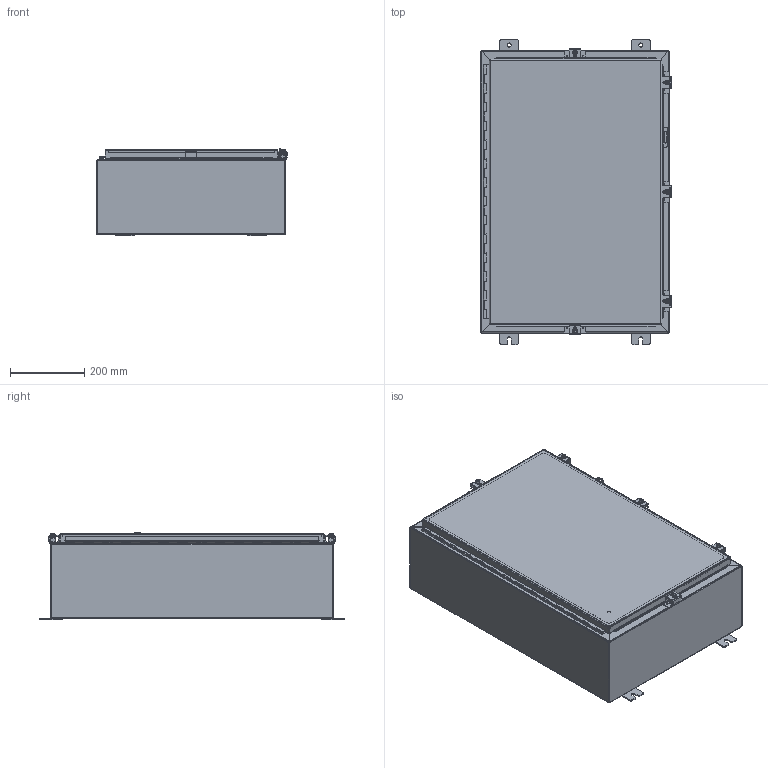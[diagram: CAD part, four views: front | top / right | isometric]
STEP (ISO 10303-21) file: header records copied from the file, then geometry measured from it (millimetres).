
FILE_DESCRIPTION (( 'STEP AP214' ), '1' );
FILE_NAME ('SSN4302008A.STEP', '2016-02-09T20:52:39', ( '' ), ( '' ), 'SwSTEP 2.0', 'SolidWorks 2014', '' );
FILE_SCHEMA (( 'AUTOMOTIVE_DESIGN' ));
Length unit declared in the file: inch
Products named in the file (19): SSN4302008A; 34871; 38412; SSN4302008ABKP; 32912; 28x18; 38846; SSN43020ALID; 32874-30T; 32874-30L; 32874-30P; 32874-30; 38859; 30824-1; 30824-2; 30824-3; 30824-4; 30824; 30818
Assembly tree (32 placements, depth 3):
  SSN4302008A
    34871  x4
    38412
    SSN4302008ABKP
    32912
    28x18
    38846
    SSN43020ALID
    32874-30
      32874-30T
      32874-30L
      32874-30P
    38859  x4
    30824  x5
      30824-1
      30824-2
      30824-3
      30824-4
    30818  x5
Bounding box: 513.48 x 825.5 x 237.62 mm (x, y, z)
Volume: 2980903.1 mm3; surface area: 3083683.8 mm2
Topology: 42 solids, 42 shells, 1722 faces, 4484 edges, 2878 vertices
Faces by surface type: cylinder 743, plane 696, bspline 155, torus 66, cone 32, sphere 30
Entity records: 40930 total; most frequent: CARTESIAN_POINT 10784, ORIENTED_EDGE 4620, DIRECTION 4594, EDGE_CURVE 2310, AXIS2_PLACEMENT_3D 1592, VERTEX_POINT 1472, VECTOR 1410, LINE 1410
